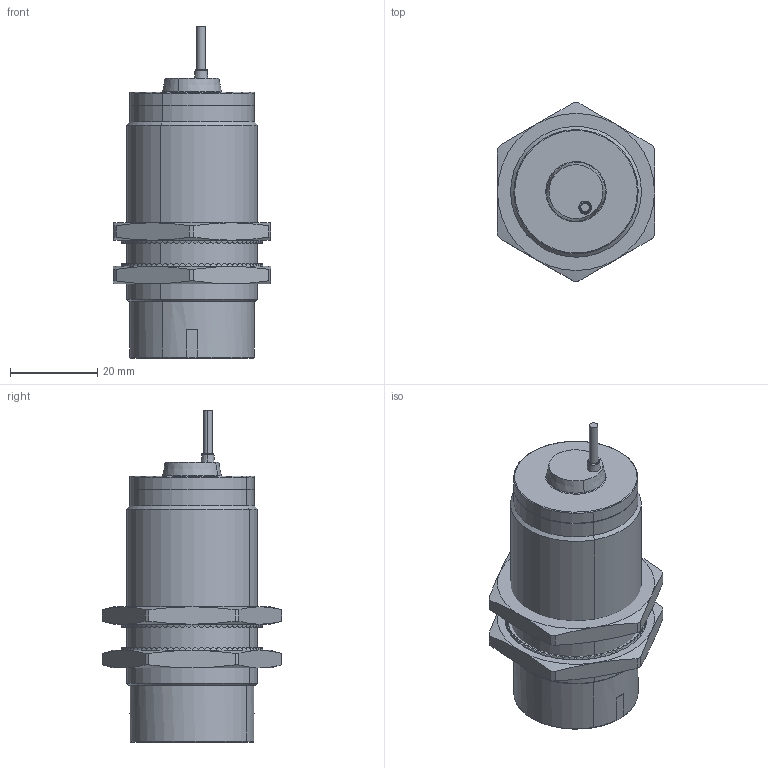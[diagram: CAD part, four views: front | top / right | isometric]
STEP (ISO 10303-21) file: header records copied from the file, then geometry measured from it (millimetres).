
FILE_DESCRIPTION(('STEP AP242'),'1');
FILE_NAME('xs630b4mal2.stp','2021-05-15T07:01:35',('TraceParts'),('TraceParts S.A.'),'Spatial InterOp 3D',' ',' ');
FILE_SCHEMA(('AP242_MANAGED_MODEL_BASED_3D_ENGINEERING_MIM_LF {1 0 10303 442 1 1 4}'));
Length unit declared in the file: millimetre
Products named in the file (1): xs630b4mal2_1
Bounding box: 36 x 41.07 x 76.1 mm (x, y, z)
Volume: 14363.8 mm3; surface area: 18054.2 mm2
Topology: 4 solids, 4 shells, 567 faces, 1590 edges, 1042 vertices
Faces by surface type: plane 479, cone 53, cylinder 24, torus 11
Entity records: 19207 total; most frequent: CARTESIAN_POINT 5431, ORIENTED_EDGE 3180, DIRECTION 2503, EDGE_CURVE 1590, VERTEX_POINT 1042, AXIS2_PLACEMENT_3D 994, B_SPLINE_CURVE_WITH_KNOTS 652, EDGE_LOOP 582
